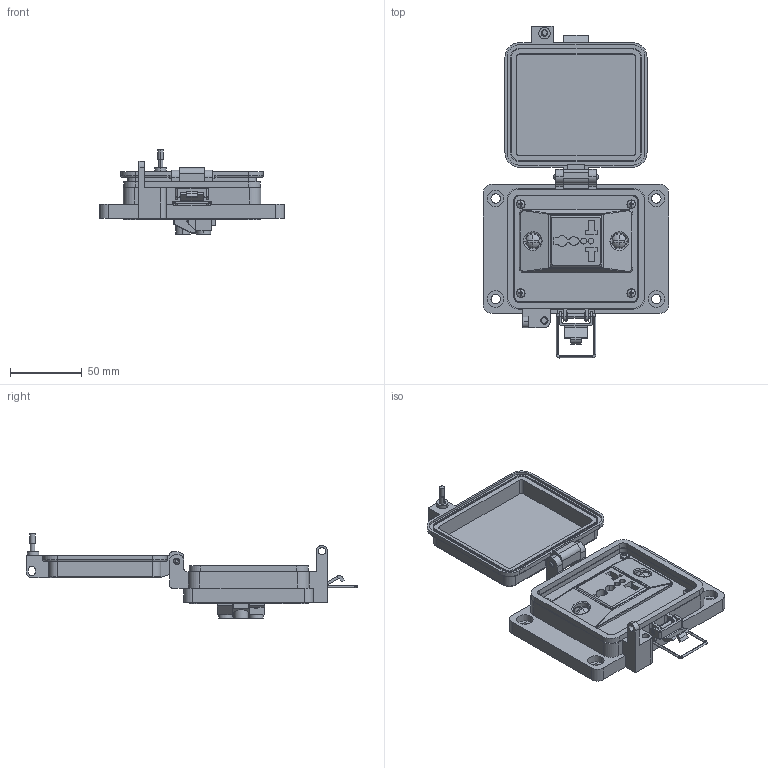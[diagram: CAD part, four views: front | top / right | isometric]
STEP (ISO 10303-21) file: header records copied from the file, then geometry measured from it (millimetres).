
FILE_DESCRIPTION (( 'STEP AP203' ), '1' );
FILE_NAME ('P-XX-K3RUV0_3D.STEP', '2019-07-22T16:23:45', ( '' ), ( '' ), 'SwSTEP 2.0', 'SolidWorks 2019', '' );
FILE_SCHEMA (( 'CONFIG_CONTROL_DESIGN' ));
Length unit declared in the file: millimetre
Products named in the file (12): Z-200-OTLT-RUV_outlet; 92005A124_METRIC PAN HEAD PHILLIPS MACHINE SCREW_92005A124; Z-200-OTLT-RUV; P-XX-K3RUV0_3D; RUV; Z-000-83212TH_90271A194; P-XX-K3RUV0_BP180_1; Z-002-8321132HN_90675A009; P-XX-K3RUV0_FP060_1; Z-H-K3_B; Z-200-OTLT-RUV_bezel; -K3
Assembly tree (16 placements, depth 4):
  P-XX-K3RUV0_3D
    P-XX-K3RUV0_BP180_1
    P-XX-K3RUV0_FP060_1
    RUV
      Z-200-OTLT-RUV
        Z-200-OTLT-RUV_bezel
        Z-200-OTLT-RUV_outlet
    Z-000-83212TH_90271A194  x2
    Z-002-8321132HN_90675A009  x2
    -K3
      Z-H-K3_B
    92005A124_METRIC PAN HEAD PHILLIPS MACHINE SCREW_92005A124  x4
Bounding box: 129 x 231.28 x 58.78 mm (x, y, z)
Volume: 192768.4 mm3; surface area: 118134.5 mm2
Topology: 22 solids, 22 shells, 1872 faces, 5169 edges, 3391 vertices
Faces by surface type: cylinder 1039, plane 537, bspline 128, cone 104, torus 38, sphere 26
Entity records: 46191 total; most frequent: CARTESIAN_POINT 15919, ORIENTED_EDGE 6444, DIRECTION 5620, EDGE_CURVE 3222, VERTEX_POINT 2104, AXIS2_PLACEMENT_3D 1959, LINE 1702, VECTOR 1702
